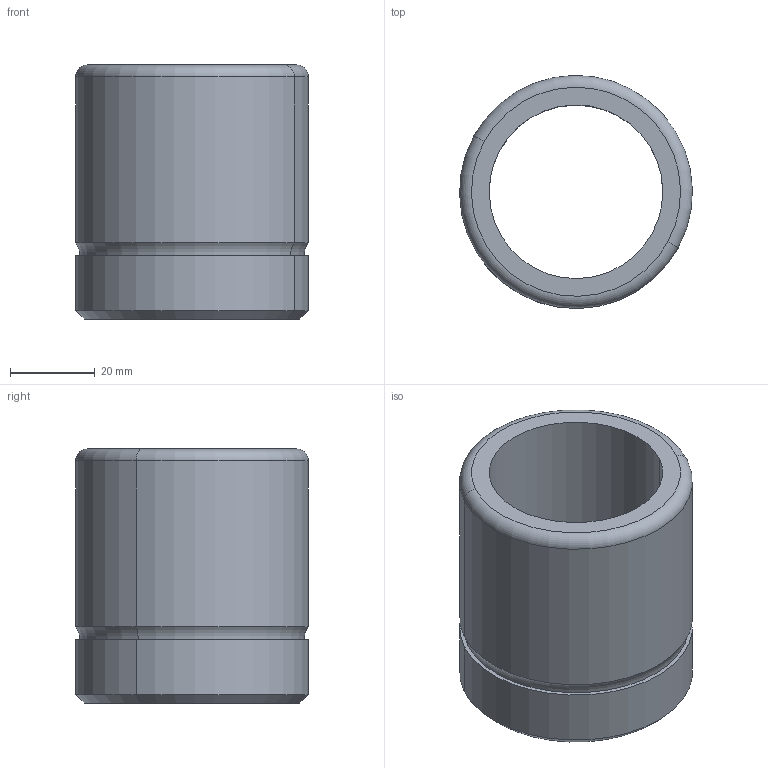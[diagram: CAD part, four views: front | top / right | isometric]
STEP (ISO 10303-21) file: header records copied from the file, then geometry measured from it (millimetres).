
FILE_DESCRIPTION(('CATIA V5 STEP Exchange'),'2;1');
FILE_NAME('RDBA203.4160.stp','2017-03-07T14:05:33+00:00',('none'),('none'),'CATIA Version 5 Release 19 GA (IN-10)','CATIA V5 STEP AP203','none');
FILE_SCHEMA(('CONFIG_CONTROL_DESIGN'));
Length unit declared in the file: millimetre
Products named in the file (1): RDBA203.4160
Bounding box: 54.98 x 54.98 x 60 mm (x, y, z)
Volume: 59858.3 mm3; surface area: 20101.2 mm2
Topology: 1 solids, 1 shells, 18 faces, 39 edges, 29 vertices
Faces by surface type: cylinder 8, torus 4, plane 4, cone 2
Entity records: 489 total; most frequent: CARTESIAN_POINT 79, ORIENTED_EDGE 72, DIRECTION 59, AXIS2_PLACEMENT_3D 37, EDGE_CURVE 36, CIRCLE 26, EDGE_LOOP 22, VERTEX_POINT 22
